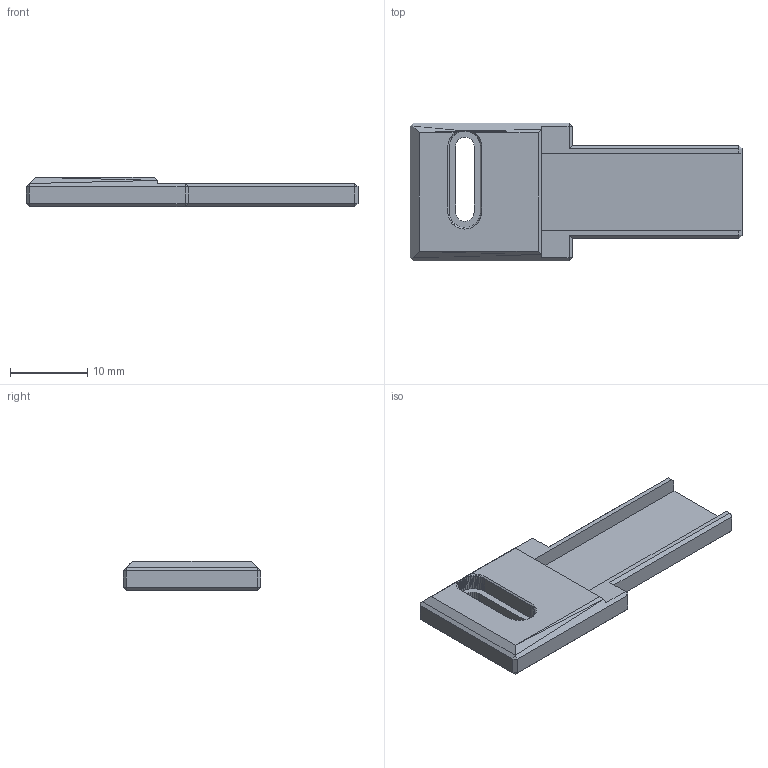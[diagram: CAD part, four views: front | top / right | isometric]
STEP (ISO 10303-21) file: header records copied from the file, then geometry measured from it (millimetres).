
FILE_DESCRIPTION (( 'STEP AP214' ), '1' );
FILE_NAME ('Tray-30x10x2mm.STEP', '2024-09-03T16:38:14', ( '' ), ( '' ), 'SwSTEP 2.0', 'SolidWorks 2024', '' );
FILE_SCHEMA (( 'AUTOMOTIVE_DESIGN' ));
Length unit declared in the file: millimetre
Products named in the file (1): Tray-30x10x2mm
Bounding box: 43 x 17.8 x 3.8 mm (x, y, z)
Volume: 1349.8 mm3; surface area: 1853.1 mm2
Topology: 1 solids, 1 shells, 304 faces, 601 edges, 299 vertices
Faces by surface type: plane 304
Entity records: 7272 total; most frequent: DIRECTION 1211, CARTESIAN_POINT 1205, ORIENTED_EDGE 1202, VECTOR 601, EDGE_CURVE 601, LINE 601, EDGE_LOOP 306, AXIS2_PLACEMENT_3D 305
